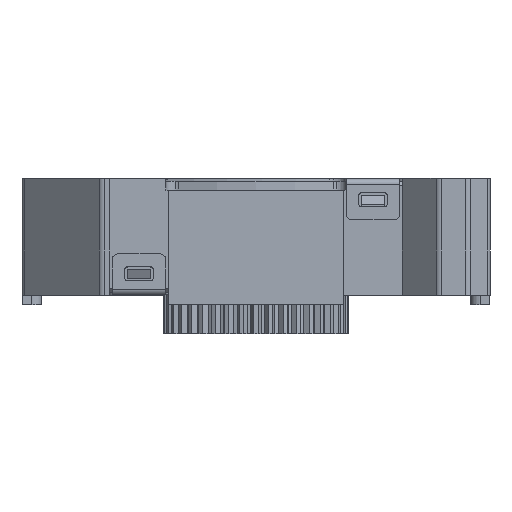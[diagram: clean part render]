
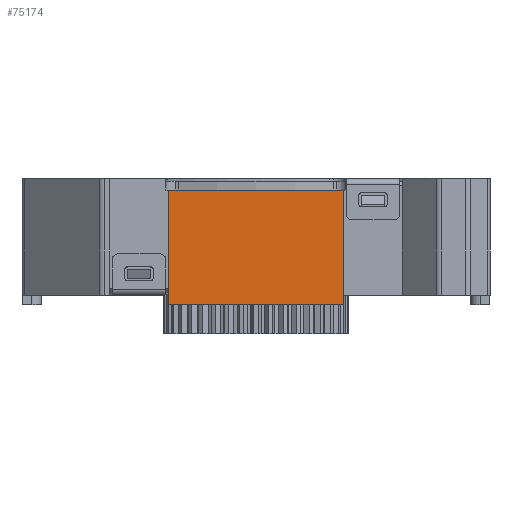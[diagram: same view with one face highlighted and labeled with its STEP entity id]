
A CAD part, left-side view. The second image highlights one B-rep face of the part: STEP entity #75174.
In plain terms, the highlighted planar face has unit normal (-1, 0, 0).
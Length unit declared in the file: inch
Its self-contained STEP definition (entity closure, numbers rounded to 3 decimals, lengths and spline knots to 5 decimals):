
#2663 = DIRECTION ( 'NONE',  ( 0., 0., -1. ) ) ;
#3315 = CARTESIAN_POINT ( 'NONE',  ( -1., -1., 0.25 ) ) ;
#6189 = EDGE_LOOP ( 'NONE', ( #14688, #14232, #44277, #61356 ) ) ;
#8157 = EDGE_CURVE ( 'NONE', #59459, #88022, #62470, .T. ) ;
#10010 = VECTOR ( 'NONE', #36741, 39.37008 ) ;
#10385 = CARTESIAN_POINT ( 'NONE',  ( -1., 0.375, -0.29 ) ) ;
#10438 = VERTEX_POINT ( 'NONE', #42470 ) ;
#12781 = VECTOR ( 'NONE', #2663, 39.37008 ) ;
#13119 = AXIS2_PLACEMENT_3D ( 'NONE', #3315, #73767, #16861 ) ;
#14232 = ORIENTED_EDGE ( 'NONE', *, *, #69339, .T. ) ;
#14688 = ORIENTED_EDGE ( 'NONE', *, *, #73627, .F. ) ;
#16861 = DIRECTION ( 'NONE',  ( 0., 0., -1. ) ) ;
#17788 = PLANE ( 'NONE',  #13119 ) ;
#20308 = LINE ( 'NONE', #48754, #72579 ) ;
#22748 = LINE ( 'NONE', #66105, #10010 ) ;
#31557 = CARTESIAN_POINT ( 'NONE',  ( -1., 0.375, 0.25 ) ) ;
#36741 = DIRECTION ( 'NONE',  ( 0., 1., 0. ) ) ;
#37617 = VECTOR ( 'NONE', #84395, 39.37008 ) ;
#42470 = CARTESIAN_POINT ( 'NONE',  ( -1., 0.375, 0.2 ) ) ;
#44195 = EDGE_CURVE ( 'NONE', #59459, #47796, #22748, .T. ) ;
#44277 = ORIENTED_EDGE ( 'NONE', *, *, #44195, .F. ) ;
#47796 = VERTEX_POINT ( 'NONE', #10385 ) ;
#48754 = CARTESIAN_POINT ( 'NONE',  ( -1., -0.385, 0.2 ) ) ;
#56476 = CARTESIAN_POINT ( 'NONE',  ( -1., -0.375, -0.29 ) ) ;
#59459 = VERTEX_POINT ( 'NONE', #56476 ) ;
#61356 = ORIENTED_EDGE ( 'NONE', *, *, #8157, .T. ) ;
#61540 = CARTESIAN_POINT ( 'NONE',  ( -1., -0.375, -0.25 ) ) ;
#62470 = LINE ( 'NONE', #61540, #37617 ) ;
#66105 = CARTESIAN_POINT ( 'NONE',  ( -1., 0., -0.29 ) ) ;
#69339 = EDGE_CURVE ( 'NONE', #10438, #47796, #81004, .T. ) ;
#69716 = DIRECTION ( 'NONE',  ( 0., -1., 0. ) ) ;
#72579 = VECTOR ( 'NONE', #69716, 39.37008 ) ;
#73627 = EDGE_CURVE ( 'NONE', #10438, #88022, #20308, .T. ) ;
#73767 = DIRECTION ( 'NONE',  ( 1., 0., 0. ) ) ;
#75174 = ADVANCED_FACE ( 'NONE', ( #88205 ), #17788, .F. ) ;
#81004 = LINE ( 'NONE', #31557, #12781 ) ;
#84395 = DIRECTION ( 'NONE',  ( 0., 0., 1. ) ) ;
#88022 = VERTEX_POINT ( 'NONE', #91120 ) ;
#88205 = FACE_OUTER_BOUND ( 'NONE', #6189, .T. ) ;
#91120 = CARTESIAN_POINT ( 'NONE',  ( -1., -0.375, 0.2 ) ) ;
